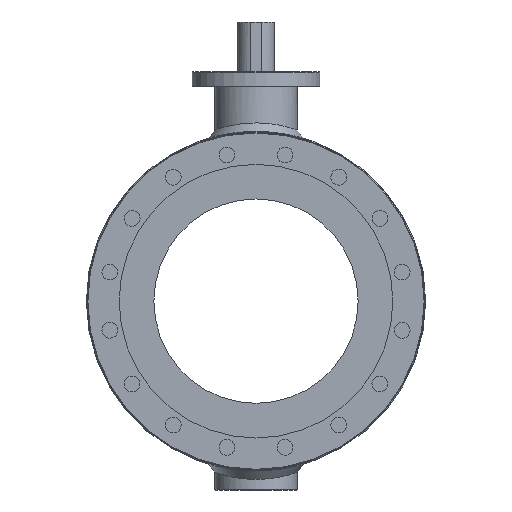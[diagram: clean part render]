
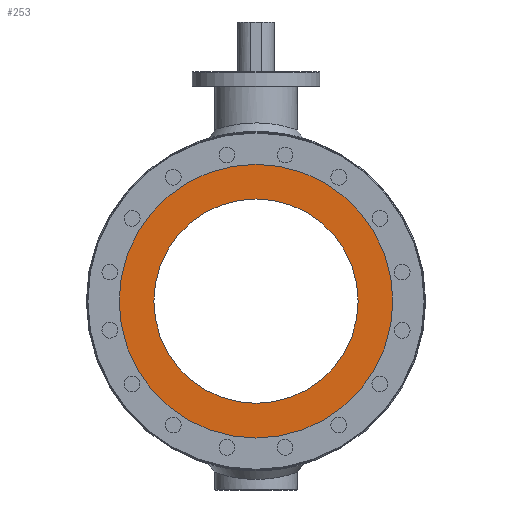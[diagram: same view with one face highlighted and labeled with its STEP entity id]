
A CAD part, left-side view. The second image highlights one B-rep face of the part: STEP entity #253.
In plain terms, the highlighted planar face has unit normal (-1, 0, 0).
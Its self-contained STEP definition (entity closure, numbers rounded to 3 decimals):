
#253 = ADVANCED_FACE( '', ( #614, #615 ), #616, .F. );
#614 = FACE_BOUND( '', #1305, .T. );
#615 = FACE_OUTER_BOUND( '', #1306, .T. );
#616 = PLANE( '', #1307 );
#1305 = EDGE_LOOP( '', ( #1889 ) );
#1306 = EDGE_LOOP( '', ( #1890 ) );
#1307 = AXIS2_PLACEMENT_3D( '', #1891, #1892, #1893 );
#1889 = ORIENTED_EDGE( '', *, *, #2097, .F. );
#1890 = ORIENTED_EDGE( '', *, *, #2204, .T. );
#1891 = CARTESIAN_POINT( '', ( -343., 0., 225. ) );
#1892 = DIRECTION( '', ( 1., 0., 0. ) );
#1893 = DIRECTION( '', ( 0., 0., -1. ) );
#2097 = EDGE_CURVE( '', #2372, #2372, #2373, .T. );
#2204 = EDGE_CURVE( '', #2546, #2546, #2547, .T. );
#2372 = VERTEX_POINT( '', #2749 );
#2373 = CIRCLE( '', #2750, 168. );
#2546 = VERTEX_POINT( '', #3131 );
#2547 = CIRCLE( '', #3132, 225. );
#2749 = CARTESIAN_POINT( '', ( -343., 0., 168. ) );
#2750 = AXIS2_PLACEMENT_3D( '', #3387, #3388, #3389 );
#3131 = CARTESIAN_POINT( '', ( -343., 0., 225. ) );
#3132 = AXIS2_PLACEMENT_3D( '', #3574, #3575, #3576 );
#3387 = CARTESIAN_POINT( '', ( -343., 0., 0. ) );
#3388 = DIRECTION( '', ( -1., 0., 0. ) );
#3389 = DIRECTION( '', ( 0., 0., 1. ) );
#3574 = CARTESIAN_POINT( '', ( -343., 0., 0. ) );
#3575 = DIRECTION( '', ( -1., 0., 0. ) );
#3576 = DIRECTION( '', ( 0., 0., 1. ) );
